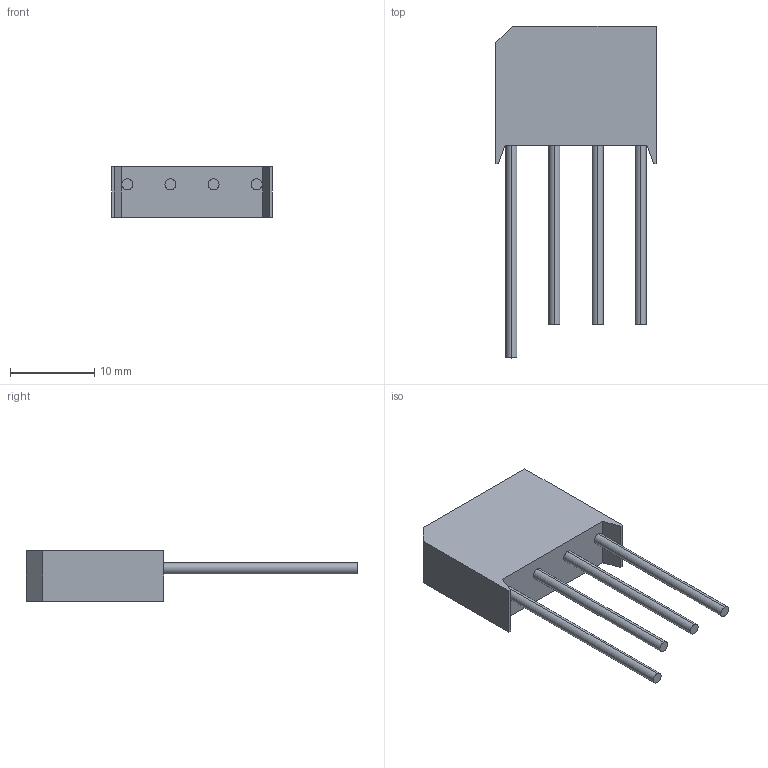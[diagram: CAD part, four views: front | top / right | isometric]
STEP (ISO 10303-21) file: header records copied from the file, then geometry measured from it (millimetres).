
FILE_DESCRIPTION (( 'STEP AP214' ), '1' );
FILE_NAME ('KBL401G.STEP', '2022-01-21T04:07:16', ( '' ), ( '' ), 'SwSTEP 2.0', 'SolidWorks 2017', '' );
FILE_SCHEMA (( 'AUTOMOTIVE_DESIGN' ));
Length unit declared in the file: millimetre
Products named in the file (1): KBL401G
Bounding box: 19 x 39.3 x 6 mm (x, y, z)
Volume: 1731.8 mm3; surface area: 1346.3 mm2
Topology: 5 solids, 5 shells, 27 faces, 51 edges, 34 vertices
Faces by surface type: plane 19, cylinder 8
Entity records: 751 total; most frequent: DIRECTION 123, CARTESIAN_POINT 113, ORIENTED_EDGE 102, EDGE_CURVE 51, AXIS2_PLACEMENT_3D 44, LINE 35, VECTOR 35, VERTEX_POINT 34
